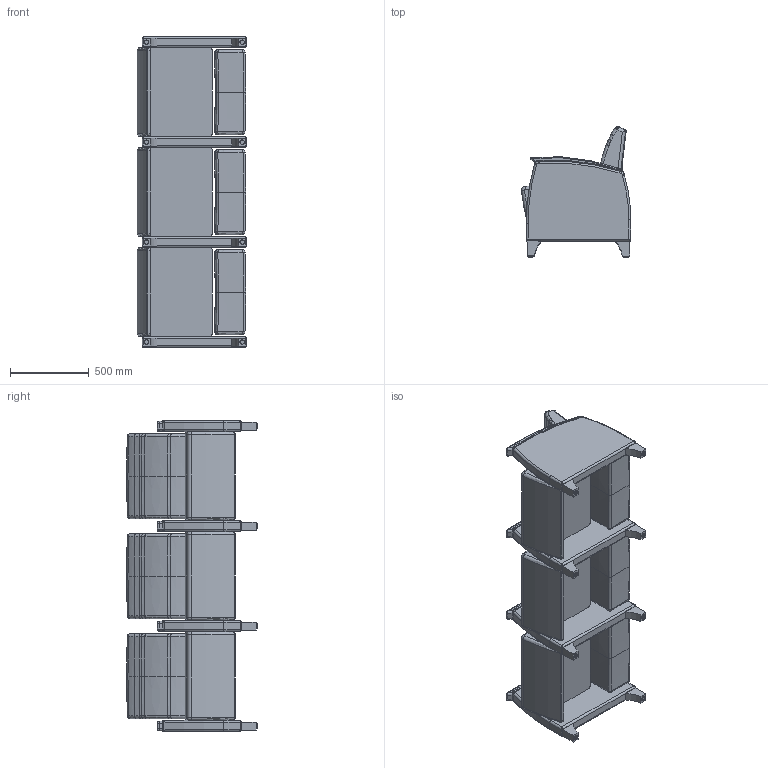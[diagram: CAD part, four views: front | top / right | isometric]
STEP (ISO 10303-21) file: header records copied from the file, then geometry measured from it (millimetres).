
FILE_DESCRIPTION(/* description */ (''),/* implementation_level */ '2;1');
FILE_NAME(/* name */ 'KOU30IJ.stp',/* time_stamp */ '2017-09-12T16:20:42-04:00',/* author */ ('emehringer'),/* organization */ (''),/* preprocessor_version */ 'ST-DEVELOPER v16.5',/* originating_system */ 'Autodesk Inventor 2017',/* authorisation */ '');
FILE_SCHEMA (('AUTOMOTIVE_DESIGN { 1 0 10303 214 3 1 1 }'));
Length unit declared in the file: inch
Products named in the file (8): KOU30IU-W (SYMBOL); NEW KOU LEG; NEW KOU LEG_1; GLIDE APFAA06-1; KOU10 NEW BACK; KOU10 SEAT; KOD10 ARM2; E1010 MAC BLK
Assembly tree (24 placements, depth 3):
  KOU30IU-W (SYMBOL)
    KOD10 ARM2  x4
    NEW KOU LEG  x8
      NEW KOU LEG_1
      GLIDE APFAA06-1
    KOU10 NEW BACK  x3
    KOU10 SEAT  x3
    E1010 MAC BLK  x4
Bounding box: 694.61 x 828.37 x 1975.35 mm (x, y, z)
Volume: 376514118.6 mm3; surface area: 9768551.3 mm2
Topology: 62 solids, 62 shells, 1175 faces, 2687 edges, 1622 vertices
Faces by surface type: plane 377, bspline 332, cylinder 218, cone 128, torus 120
Full cylindrical faces by diameter (mm): 4.366 x12, 10.77 x8, 16.002 x8, 19.05 x8, 28.575 x8
Entity records: 10950 total; most frequent: CARTESIAN_POINT 5289, ORIENTED_EDGE 1132, DIRECTION 1108, EDGE_CURVE 566, AXIS2_PLACEMENT_3D 494, VERTEX_POINT 342, EDGE_LOOP 272, CIRCLE 266
